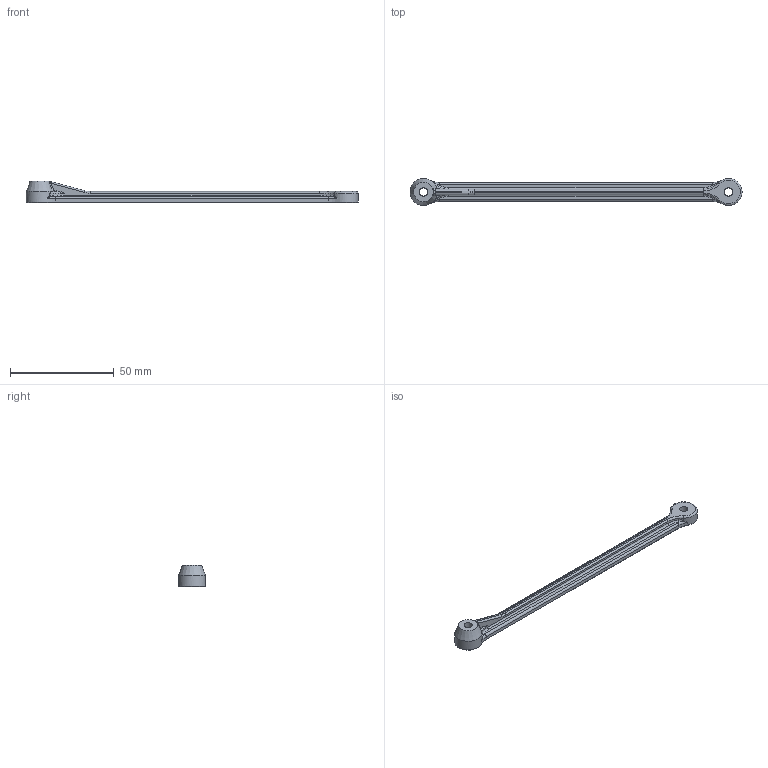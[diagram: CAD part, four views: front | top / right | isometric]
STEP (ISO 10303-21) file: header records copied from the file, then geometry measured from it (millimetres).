
FILE_DESCRIPTION(/* description */ ('STEP AP242','CAx-IF Rec.Pracs.---Representation and Presentation of Product Manufacturing Information (PMI)---4.0---2014-10-13','CAx-IF Rec.Pracs.---3D Tessellated Geometry---0.4---2014-09-14','2;1'),/* implementation_level */ '2;1');
FILE_NAME(/* name */ '68faf0a53c0ce165ee54283f',/* time_stamp */ '2025-10-24T03:21:10Z',/* author */ (''),/* organization */ (''),/* preprocessor_version */ 'ST-DEVELOPER v20',/* originating_system */ 'ONSHAPE BY PTC INC, 1.205',/* authorisation */ ' ');
FILE_SCHEMA (('AP242_MANAGED_MODEL_BASED_3D_ENGINEERING_MIM_LF { 1 0 10303 442 1 1 4 }'));
Length unit declared in the file: metre
Products named in the file (1): 008_link 147
Bounding box: 160 x 13 x 10.5 mm (x, y, z)
Volume: 6302.4 mm3; surface area: 4776.5 mm2
Topology: 1 solids, 1 shells, 84 faces, 202 edges, 112 vertices
Faces by surface type: cylinder 23, bspline 22, torus 17, plane 14, cone 8
Full cylindrical faces by diameter (mm): 4 x2
Entity records: 2594 total; most frequent: CARTESIAN_POINT 797, ORIENTED_EDGE 384, DIRECTION 360, EDGE_CURVE 192, AXIS2_PLACEMENT_3D 155, VERTEX_POINT 112, EDGE_LOOP 90, FACE_BOUND 90
